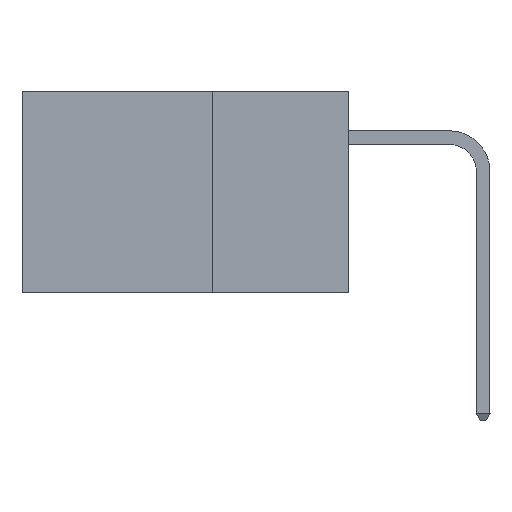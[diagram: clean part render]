
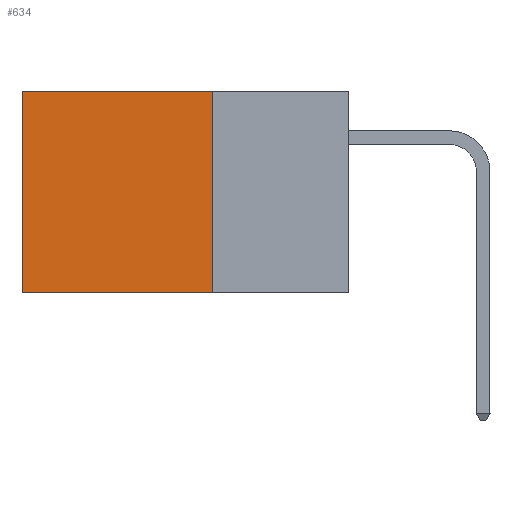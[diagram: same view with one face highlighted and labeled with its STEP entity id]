
A CAD part, left-side view. The second image highlights one B-rep face of the part: STEP entity #634.
In plain terms, the highlighted planar face has unit normal (-1, 0, 0).
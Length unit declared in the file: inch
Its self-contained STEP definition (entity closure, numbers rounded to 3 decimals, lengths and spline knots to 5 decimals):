
#634 = ADVANCED_FACE ( 'NONE', ( #14050 ), #20710, .F. ) ;
#1430 = CARTESIAN_POINT ( 'NONE',  ( 0.2875, 0.6, -0.37 ) ) ;
#1533 = EDGE_CURVE ( 'NONE', #4348, #2469, #13886, .T. ) ;
#2099 = CARTESIAN_POINT ( 'NONE',  ( 0.2875, 0.25, 0. ) ) ;
#2469 = VERTEX_POINT ( 'NONE', #1430 ) ;
#2666 = DIRECTION ( 'NONE',  ( 1., 0., 0. ) ) ;
#2754 = VERTEX_POINT ( 'NONE', #6010 ) ;
#3901 = VECTOR ( 'NONE', #18726, 39.37008 ) ;
#4337 = DIRECTION ( 'NONE',  ( 0., 1., 0. ) ) ;
#4348 = VERTEX_POINT ( 'NONE', #20915 ) ;
#4706 = VERTEX_POINT ( 'NONE', #16549 ) ;
#4969 = VECTOR ( 'NONE', #4337, 39.37008 ) ;
#6010 = CARTESIAN_POINT ( 'NONE',  ( 0.2875, 0.6, 0. ) ) ;
#6531 = LINE ( 'NONE', #7951, #4969 ) ;
#7048 = VECTOR ( 'NONE', #14816, 39.37008 ) ;
#7388 = ORIENTED_EDGE ( 'NONE', *, *, #16999, .T. ) ;
#7951 = CARTESIAN_POINT ( 'NONE',  ( 0.2875, 0.25, 0. ) ) ;
#8142 = LINE ( 'NONE', #9785, #7048 ) ;
#8255 = EDGE_CURVE ( 'NONE', #2754, #2469, #8142, .T. ) ;
#8410 = EDGE_CURVE ( 'NONE', #4706, #4348, #12084, .T. ) ;
#9498 = ORIENTED_EDGE ( 'NONE', *, *, #8410, .F. ) ;
#9785 = CARTESIAN_POINT ( 'NONE',  ( 0.2875, 0.6, 0. ) ) ;
#11211 = VECTOR ( 'NONE', #13783, 39.37008 ) ;
#12084 = LINE ( 'NONE', #2099, #3901 ) ;
#12419 = DIRECTION ( 'NONE',  ( 0., 0., -1. ) ) ;
#13562 = ORIENTED_EDGE ( 'NONE', *, *, #1533, .F. ) ;
#13783 = DIRECTION ( 'NONE',  ( 0., 1., 0. ) ) ;
#13886 = LINE ( 'NONE', #20655, #11211 ) ;
#14050 = FACE_OUTER_BOUND ( 'NONE', #18677, .T. ) ;
#14816 = DIRECTION ( 'NONE',  ( 0., 0., -1. ) ) ;
#15527 = AXIS2_PLACEMENT_3D ( 'NONE', #19288, #2666, #12419 ) ;
#16549 = CARTESIAN_POINT ( 'NONE',  ( 0.2875, 0.25, 0. ) ) ;
#16999 = EDGE_CURVE ( 'NONE', #4706, #2754, #6531, .T. ) ;
#18677 = EDGE_LOOP ( 'NONE', ( #20291, #13562, #9498, #7388 ) ) ;
#18726 = DIRECTION ( 'NONE',  ( 0., 0., -1. ) ) ;
#19288 = CARTESIAN_POINT ( 'NONE',  ( 0.2875, 0.25, 0. ) ) ;
#20291 = ORIENTED_EDGE ( 'NONE', *, *, #8255, .T. ) ;
#20655 = CARTESIAN_POINT ( 'NONE',  ( 0.2875, 0.25, -0.37 ) ) ;
#20710 = PLANE ( 'NONE',  #15527 ) ;
#20915 = CARTESIAN_POINT ( 'NONE',  ( 0.2875, 0.25, -0.37 ) ) ;
